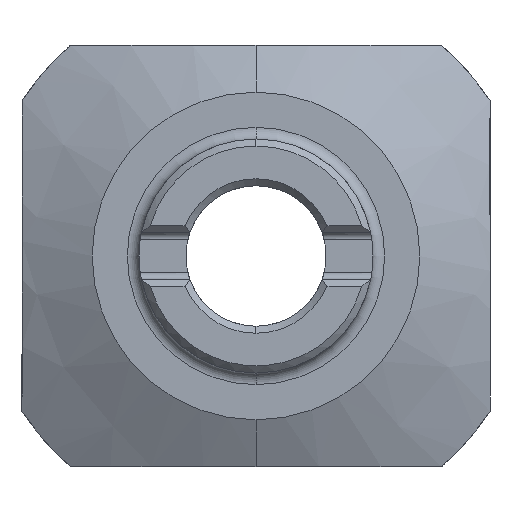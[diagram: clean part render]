
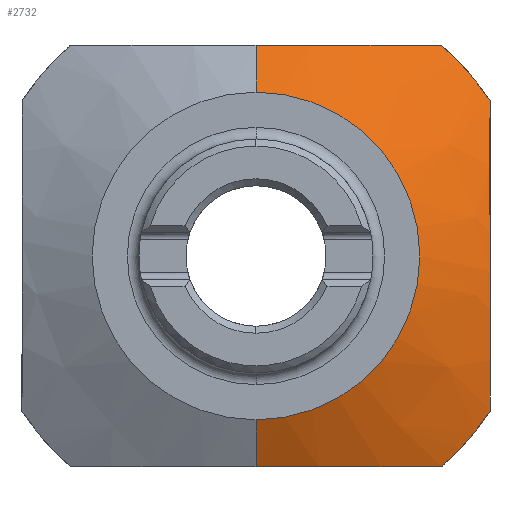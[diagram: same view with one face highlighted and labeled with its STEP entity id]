
A CAD part, left-side view. The second image highlights one B-rep face of the part: STEP entity #2732.
In plain terms, the highlighted conical face has half-angle 63.435 degrees and reference radius 12 mm.
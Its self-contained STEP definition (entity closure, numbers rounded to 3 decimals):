
#9 = VERTEX_POINT ( 'NONE', #2160 ) ;
#60 = CARTESIAN_POINT ( 'NONE',  ( 26.727, -5.345, -9. ) ) ;
#126 = CARTESIAN_POINT ( 'NONE',  ( 26.364, -3.707, 9. ) ) ;
#162 = B_SPLINE_CURVE_WITH_KNOTS ( 'NONE', 3,
 ( #357, #791, #1539, #1771, #370, #2192, #1256, #1498, #1746, #1512, #1981, #165 ),
 .UNSPECIFIED., .F., .F.,
 ( 4, 2, 2, 2, 2, 4 ),
 ( 0.022, 0.026, 0.029, 0.031, 0.032, 0.036 ),
 .UNSPECIFIED. ) ;
#165 = CARTESIAN_POINT ( 'NONE',  ( 27.5, -10., 6.633 ) ) ;
#173 = CARTESIAN_POINT ( 'NONE',  ( 27.5, 0., -12. ) ) ;
#204 = EDGE_LOOP ( 'NONE', ( #476, #2126, #518, #2849, #1637, #725, #2965, #1817 ) ) ;
#207 = CIRCLE ( 'NONE', #2639, 12. ) ;
#223 = CARTESIAN_POINT ( 'NONE',  ( 26., 0., -9. ) ) ;
#247 = CARTESIAN_POINT ( 'NONE',  ( 26., 0., 9. ) ) ;
#249 = VERTEX_POINT ( 'NONE', #2348 ) ;
#311 = CARTESIAN_POINT ( 'NONE',  ( 26.196, -2.701, 9. ) ) ;
#357 = CARTESIAN_POINT ( 'NONE',  ( 27.5, -10., -6.633 ) ) ;
#368 = VERTEX_POINT ( 'NONE', #1982 ) ;
#370 = CARTESIAN_POINT ( 'NONE',  ( 26.501, -10., -1.152 ) ) ;
#375 = VERTEX_POINT ( 'NONE', #1761 ) ;
#406 = LINE ( 'NONE', #646, #1918 ) ;
#408 = DIRECTION ( 'NONE',  ( 0.447, 0., -0.894 ) ) ;
#452 = EDGE_CURVE ( 'NONE', #2609, #938, #2878, .T. ) ;
#476 = ORIENTED_EDGE ( 'NONE', *, *, #1253, .T. ) ;
#518 = ORIENTED_EDGE ( 'NONE', *, *, #2746, .T. ) ;
#527 = CARTESIAN_POINT ( 'NONE',  ( 27.5, -7.937, -9. ) ) ;
#533 = CARTESIAN_POINT ( 'NONE',  ( 26.156, -2.684, -9. ) ) ;
#540 = CARTESIAN_POINT ( 'NONE',  ( 26.303, -3.373, 9. ) ) ;
#559 = CARTESIAN_POINT ( 'NONE',  ( 27.288, -7.297, -9. ) ) ;
#582 = CARTESIAN_POINT ( 'NONE',  ( 26., 0., 9. ) ) ;
#646 = CARTESIAN_POINT ( 'NONE',  ( 27.5, 0., 12. ) ) ;
#677 = CARTESIAN_POINT ( 'NONE',  ( 25., 0., 0. ) ) ;
#692 = DIRECTION ( 'NONE',  ( 0., 0., -1. ) ) ;
#725 = ORIENTED_EDGE ( 'NONE', *, *, #1011, .F. ) ;
#785 = DIRECTION ( 'NONE',  ( 0., 0., -1. ) ) ;
#791 = CARTESIAN_POINT ( 'NONE',  ( 27.202, -10., -5.555 ) ) ;
#841 = DIRECTION ( 'NONE',  ( 0.447, 0., 0.894 ) ) ;
#916 = DIRECTION ( 'NONE',  ( 1., 0., 0. ) ) ;
#938 = VERTEX_POINT ( 'NONE', #527 ) ;
#989 = DIRECTION ( 'NONE',  ( 1., 0., 0. ) ) ;
#999 = B_SPLINE_CURVE_WITH_KNOTS ( 'NONE', 3,
 ( #1199, #2113, #2725, #126, #540, #311, #2355, #1460, #1449, #582 ),
 .UNSPECIFIED., .F., .F.,
 ( 4, 2, 2, 2, 4 ),
 ( 0.031, 0.035, 0.036, 0.037, 0.039 ),
 .UNSPECIFIED. ) ;
#1011 = EDGE_CURVE ( 'NONE', #375, #249, #207, .T. ) ;
#1012 = AXIS2_PLACEMENT_3D ( 'NONE', #677, #1589, #692 ) ;
#1013 = CARTESIAN_POINT ( 'NONE',  ( 26.563, -4.682, -9. ) ) ;
#1039 = CARTESIAN_POINT ( 'NONE',  ( 27.5, 0., 0. ) ) ;
#1124 = CARTESIAN_POINT ( 'NONE',  ( 27.5, -10., -6.633 ) ) ;
#1142 = FACE_OUTER_BOUND ( 'NONE', #204, .T. ) ;
#1174 = EDGE_CURVE ( 'NONE', #9, #1490, #406, .T. ) ;
#1199 = CARTESIAN_POINT ( 'NONE',  ( 27.5, -7.937, 9. ) ) ;
#1253 = EDGE_CURVE ( 'NONE', #9, #1561, #1385, .T. ) ;
#1256 = CARTESIAN_POINT ( 'NONE',  ( 26.524, -10., 1.119 ) ) ;
#1356 = DIRECTION ( 'NONE',  ( 0., 0., -1. ) ) ;
#1385 = CIRCLE ( 'NONE', #1012, 7. ) ;
#1411 = CARTESIAN_POINT ( 'NONE',  ( 27.089, -6.651, -9. ) ) ;
#1433 = AXIS2_PLACEMENT_3D ( 'NONE', #1039, #1500, #1356 ) ;
#1449 = CARTESIAN_POINT ( 'NONE',  ( 26., -0.672, 9. ) ) ;
#1460 = CARTESIAN_POINT ( 'NONE',  ( 26.038, -1.347, 9. ) ) ;
#1490 = VERTEX_POINT ( 'NONE', #247 ) ;
#1498 = CARTESIAN_POINT ( 'NONE',  ( 26.617, -10., 2.245 ) ) ;
#1500 = DIRECTION ( 'NONE',  ( 1., 0., 0. ) ) ;
#1512 = CARTESIAN_POINT ( 'NONE',  ( 26.95, -10., 4.464 ) ) ;
#1539 = CARTESIAN_POINT ( 'NONE',  ( 26.952, -10., -4.468 ) ) ;
#1561 = VERTEX_POINT ( 'NONE', #2776 ) ;
#1582 = EDGE_CURVE ( 'NONE', #375, #1490, #999, .T. ) ;
#1589 = DIRECTION ( 'NONE',  ( 1., 0., 0. ) ) ;
#1637 = ORIENTED_EDGE ( 'NONE', *, *, #2847, .T. ) ;
#1746 = CARTESIAN_POINT ( 'NONE',  ( 26.686, -10., 2.803 ) ) ;
#1761 = CARTESIAN_POINT ( 'NONE',  ( 27.5, -7.937, 9. ) ) ;
#1771 = CARTESIAN_POINT ( 'NONE',  ( 26.6, -10., -2.267 ) ) ;
#1805 = CONICAL_SURFACE ( 'NONE', #2337, 12., 1.107 ) ;
#1817 = ORIENTED_EDGE ( 'NONE', *, *, #1174, .F. ) ;
#1828 = DIRECTION ( 'NONE',  ( 0., 0., 1. ) ) ;
#1862 = CARTESIAN_POINT ( 'NONE',  ( 27.5, -7.937, -9. ) ) ;
#1918 = VECTOR ( 'NONE', #841, 1000. ) ;
#1981 = CARTESIAN_POINT ( 'NONE',  ( 27.202, -10., 5.554 ) ) ;
#1982 = CARTESIAN_POINT ( 'NONE',  ( 26., 0., -9. ) ) ;
#2035 = B_SPLINE_CURVE_WITH_KNOTS ( 'NONE', 3,
 ( #223, #2798, #533, #1013, #60, #1411, #559, #1862 ),
 .UNSPECIFIED., .F., .F.,
 ( 4, 2, 2, 4 ),
 ( 0.039, 0.043, 0.045, 0.047 ),
 .UNSPECIFIED. ) ;
#2113 = CARTESIAN_POINT ( 'NONE',  ( 27.077, -6.659, 9. ) ) ;
#2126 = ORIENTED_EDGE ( 'NONE', *, *, #2166, .T. ) ;
#2160 = CARTESIAN_POINT ( 'NONE',  ( 25., 0., 7. ) ) ;
#2166 = EDGE_CURVE ( 'NONE', #1561, #368, #2463, .T. ) ;
#2192 = CARTESIAN_POINT ( 'NONE',  ( 26.499, -10., 0.548 ) ) ;
#2337 = AXIS2_PLACEMENT_3D ( 'NONE', #2947, #916, #1828 ) ;
#2348 = CARTESIAN_POINT ( 'NONE',  ( 27.5, -10., 6.633 ) ) ;
#2355 = CARTESIAN_POINT ( 'NONE',  ( 26.149, -2.362, 9. ) ) ;
#2463 = LINE ( 'NONE', #173, #2467 ) ;
#2467 = VECTOR ( 'NONE', #408, 1000. ) ;
#2609 = VERTEX_POINT ( 'NONE', #1124 ) ;
#2639 = AXIS2_PLACEMENT_3D ( 'NONE', #2969, #989, #785 ) ;
#2725 = CARTESIAN_POINT ( 'NONE',  ( 26.704, -5.364, 9. ) ) ;
#2732 = ADVANCED_FACE ( 'NONE', ( #1142 ), #1805, .T. ) ;
#2746 = EDGE_CURVE ( 'NONE', #368, #938, #2035, .T. ) ;
#2776 = CARTESIAN_POINT ( 'NONE',  ( 25., 0., -7. ) ) ;
#2798 = CARTESIAN_POINT ( 'NONE',  ( 26., -1.347, -9. ) ) ;
#2847 = EDGE_CURVE ( 'NONE', #2609, #249, #162, .T. ) ;
#2849 = ORIENTED_EDGE ( 'NONE', *, *, #452, .F. ) ;
#2878 = CIRCLE ( 'NONE', #1433, 12. ) ;
#2947 = CARTESIAN_POINT ( 'NONE',  ( 27.5, 0., 0. ) ) ;
#2965 = ORIENTED_EDGE ( 'NONE', *, *, #1582, .T. ) ;
#2969 = CARTESIAN_POINT ( 'NONE',  ( 27.5, 0., 0. ) ) ;
